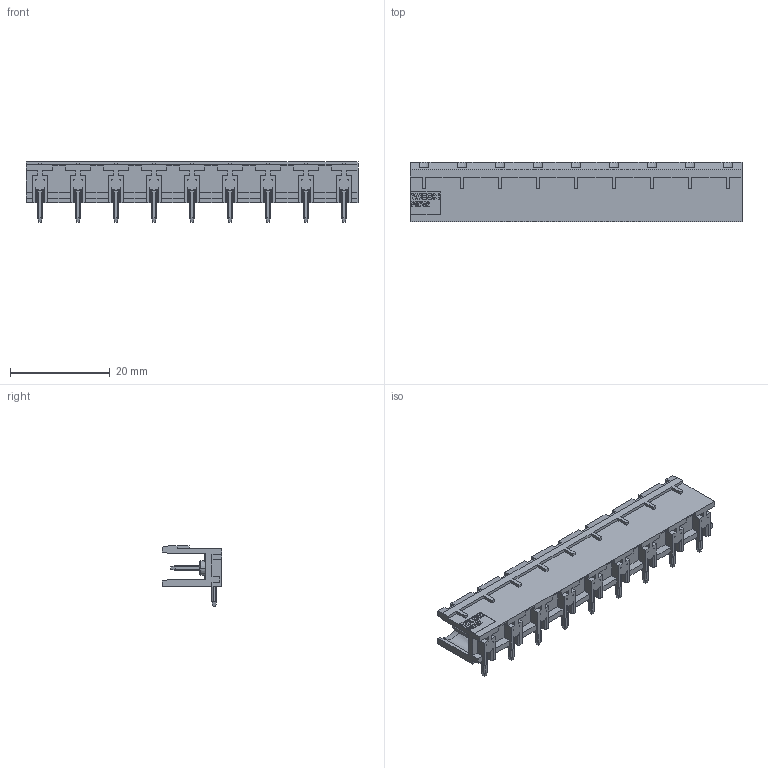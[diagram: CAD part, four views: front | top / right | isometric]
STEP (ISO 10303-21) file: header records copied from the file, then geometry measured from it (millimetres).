
FILE_DESCRIPTION( ('This file contains a STEP AP42 implementation' ,'as created by ZW3D STEP Interface translator.') ,'2;1' );
FILE_NAME( 'PM762-1R09ASM3.stp' ,'231129.114659', (''), ('ZWCAD Software Co.'), 'Version 1.0', 'ZW3D to STEP translator', '' );
FILE_SCHEMA(('AUTOMOTIVE_DESIGN { 1 0 10303 214 1 1 1 1 }'));
Length unit declared in the file: millimetre
Products named in the file (2): 0; PM762-1R09ASM3
Bounding box: 66.58 x 12 x 12.2 mm (x, y, z)
Volume: 2537.3 mm3; surface area: 5003.6 mm2
Topology: 1 solids, 1 shells, 925 faces, 2567 edges, 1694 vertices
Faces by surface type: plane 716, cylinder 105, bspline 77, cone 27
Full cylindrical faces by diameter (mm): 0.562 x1, 1.2 x1
Entity records: 39666 total; most frequent: CARTESIAN_POINT 19107, ORIENTED_EDGE 5134, EDGE_CURVE 2567, DIRECTION 2416, B_SPLINE_CURVE_WITH_KNOTS 2023, VERTEX_POINT 1694, AXIS2_PLACEMENT_3D 1032, EDGE_LOOP 975
